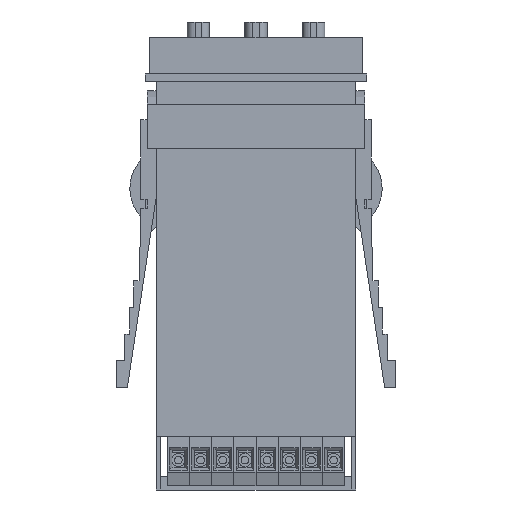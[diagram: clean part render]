
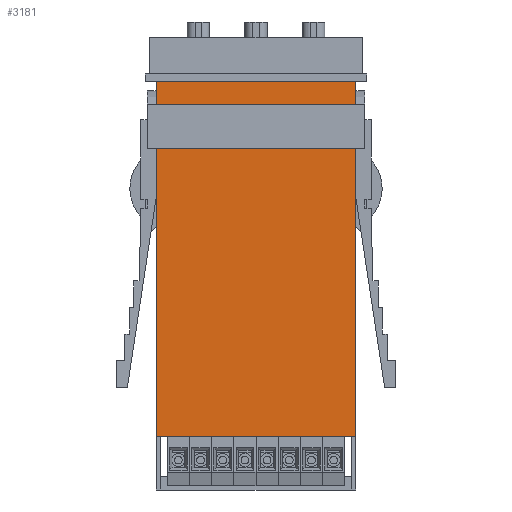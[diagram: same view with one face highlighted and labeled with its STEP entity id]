
A CAD part, front view. The second image highlights one B-rep face of the part: STEP entity #3181.
In plain terms, the highlighted planar face has unit normal (0, -1, 0).
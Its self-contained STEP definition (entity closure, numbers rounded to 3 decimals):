
#3181 = ADVANCED_FACE ( 'NONE', ( #22668 ), #14521, .F. ) ;
#8721 = LINE ( 'NONE', #21328, #8731 ) ;
#8731 = VECTOR ( 'NONE', #21331, 1000. ) ;
#8829 = LINE ( 'NONE', #21386, #8843 ) ;
#8839 = LINE ( 'NONE', #21388, #8841 ) ;
#8841 = VECTOR ( 'NONE', #21389, 1000. ) ;
#8843 = VECTOR ( 'NONE', #21391, 1000. ) ;
#9240 = LINE ( 'NONE', #21769, #9265 ) ;
#9265 = VECTOR ( 'NONE', #21778, 1000. ) ;
#11490 = CARTESIAN_POINT ( 'NONE',  ( 22.5, -22.5, -10. ) ) ;
#11494 = CARTESIAN_POINT ( 'NONE',  ( -22.5, -22.5, -10. ) ) ;
#12002 = CARTESIAN_POINT ( 'NONE',  ( -22.5, -22.5, -90. ) ) ;
#12123 = CARTESIAN_POINT ( 'NONE',  ( 22.5, -22.5, -90. ) ) ;
#14516 = CARTESIAN_POINT ( 'NONE',  ( 22.5, -22.5, -102. ) ) ;
#14521 = PLANE ( 'NONE',  #23783 ) ;
#14526 = DIRECTION ( 'NONE',  ( 0., 1., 0. ) ) ;
#14527 = DIRECTION ( 'NONE',  ( 0., 0., 1. ) ) ;
#19808 = VERTEX_POINT ( 'NONE', #11490 ) ;
#19810 = VERTEX_POINT ( 'NONE', #11494 ) ;
#20254 = VERTEX_POINT ( 'NONE', #12002 ) ;
#20320 = VERTEX_POINT ( 'NONE', #12123 ) ;
#21328 = CARTESIAN_POINT ( 'NONE',  ( -22.5, -22.5, -102. ) ) ;
#21331 = DIRECTION ( 'NONE',  ( 0., 0., 1. ) ) ;
#21386 = CARTESIAN_POINT ( 'NONE',  ( 22.5, -22.5, -102. ) ) ;
#21388 = CARTESIAN_POINT ( 'NONE',  ( -25., -22.5, -90. ) ) ;
#21389 = DIRECTION ( 'NONE',  ( 1., 0., 0. ) ) ;
#21391 = DIRECTION ( 'NONE',  ( 0., 0., 1. ) ) ;
#21769 = CARTESIAN_POINT ( 'NONE',  ( 22.5, -22.5, -10. ) ) ;
#21778 = DIRECTION ( 'NONE',  ( -1., 0., 0. ) ) ;
#22668 = FACE_OUTER_BOUND ( 'NONE', #26694, .T. ) ;
#23783 = AXIS2_PLACEMENT_3D ( 'NONE', #14516, #14526, #14527 ) ;
#24705 = EDGE_CURVE ( 'NONE', #20254, #19810, #8721, .T. ) ;
#24733 = EDGE_CURVE ( 'NONE', #20254, #20320, #8839, .T. ) ;
#24734 = EDGE_CURVE ( 'NONE', #20320, #19808, #8829, .T. ) ;
#24848 = EDGE_CURVE ( 'NONE', #19808, #19810, #9240, .T. ) ;
#26694 = EDGE_LOOP ( 'NONE', ( #27650, #27651, #27652, #27653 ) ) ;
#27650 = ORIENTED_EDGE ( 'NONE', *, *, #24705, .F. ) ;
#27651 = ORIENTED_EDGE ( 'NONE', *, *, #24733, .T. ) ;
#27652 = ORIENTED_EDGE ( 'NONE', *, *, #24734, .T. ) ;
#27653 = ORIENTED_EDGE ( 'NONE', *, *, #24848, .T. ) ;
